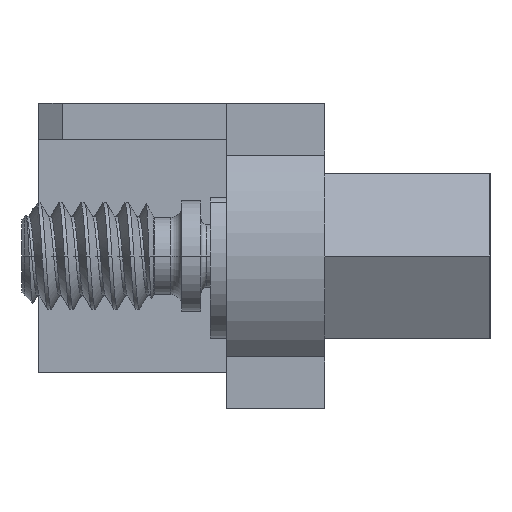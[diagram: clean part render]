
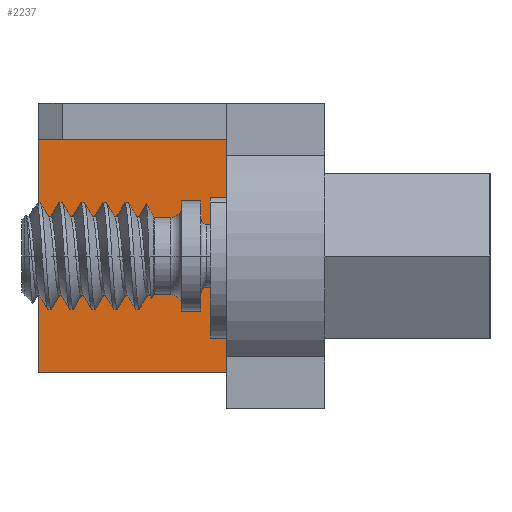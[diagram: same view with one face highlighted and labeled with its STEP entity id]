
A CAD part, left-side view. The second image highlights one B-rep face of the part: STEP entity #2237.
In plain terms, the highlighted planar face has unit normal (-1, 0, 0).
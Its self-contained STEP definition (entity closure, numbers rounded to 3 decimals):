
#14=DIRECTION('',(0.,0.,-1.));
#15=VECTOR('',#14,4.23);
#16=CARTESIAN_POINT('',(-6.27,0.,2.115));
#17=LINE('',#16,#15);
#772=DIRECTION('',(0.,-1.,0.));
#773=VECTOR('',#772,3.42);
#774=CARTESIAN_POINT('',(-6.27,0.,-2.115));
#775=LINE('',#774,#773);
#776=DIRECTION('',(0.,0.,-1.));
#777=VECTOR('',#776,4.23);
#778=CARTESIAN_POINT('',(-6.27,-3.42,2.115));
#779=LINE('',#778,#777);
#780=DIRECTION('',(0.,-1.,0.));
#781=VECTOR('',#780,3.42);
#782=CARTESIAN_POINT('',(-6.27,0.,2.115));
#783=LINE('',#782,#781);
#900=CARTESIAN_POINT('',(-6.27,0.,2.115));
#901=CARTESIAN_POINT('',(-6.27,0.,-2.115));
#902=VERTEX_POINT('',#900);
#903=VERTEX_POINT('',#901);
#928=CARTESIAN_POINT('',(-6.27,-3.42,2.115));
#929=CARTESIAN_POINT('',(-6.27,-3.42,-2.115));
#930=VERTEX_POINT('',#928);
#931=VERTEX_POINT('',#929);
#2226=CARTESIAN_POINT('',(-6.27,0.,2.115));
#2227=DIRECTION('',(-1.,0.,0.));
#2228=DIRECTION('',(0.,0.,-1.));
#2229=AXIS2_PLACEMENT_3D('',#2226,#2227,#2228);
#2230=PLANE('',#2229);
#2231=ORIENTED_EDGE('',*,*,#1511,.T.);
#2232=ORIENTED_EDGE('',*,*,#2221,.F.);
#2233=ORIENTED_EDGE('',*,*,#1179,.F.);
#2234=ORIENTED_EDGE('',*,*,#1251,.T.);
#2235=EDGE_LOOP('',(#2231,#2232,#2233,#2234));
#2236=FACE_OUTER_BOUND('',#2235,.F.);
#2237=ADVANCED_FACE('',(#2236),#2230,.T.);
#1179=EDGE_CURVE('',#902,#903,#17,.T.);
#1251=EDGE_CURVE('',#902,#930,#783,.T.);
#1511=EDGE_CURVE('',#930,#931,#779,.T.);
#2221=EDGE_CURVE('',#903,#931,#775,.T.);
